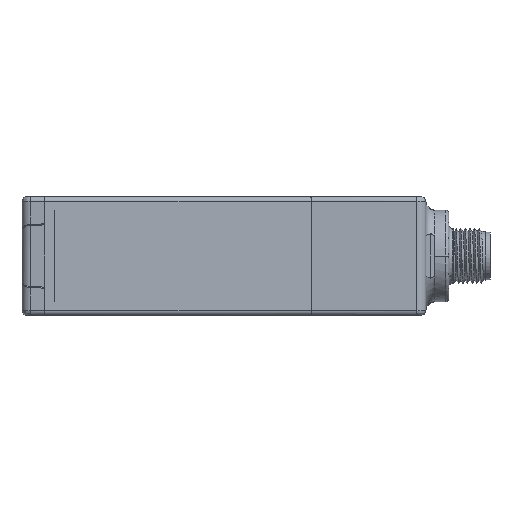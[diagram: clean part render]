
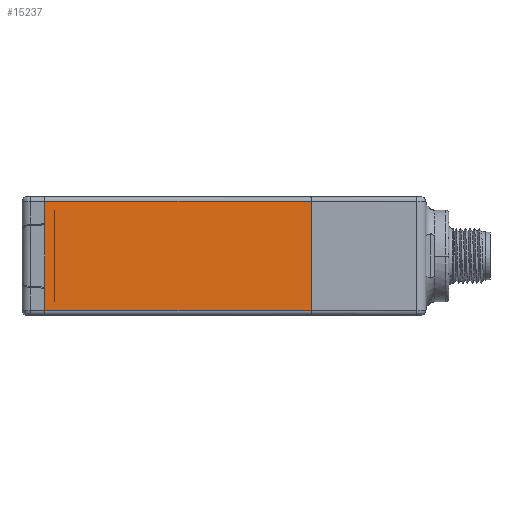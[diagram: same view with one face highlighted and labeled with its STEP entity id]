
A CAD part, left-side view. The second image highlights one B-rep face of the part: STEP entity #15237.
In plain terms, the highlighted planar face has unit normal (-0.999, -0.043, 0).
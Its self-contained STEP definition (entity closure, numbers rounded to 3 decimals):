
#477=CARTESIAN_POINT('',(-32.5,17.,11.9));
#490=CARTESIAN_POINT('',(-30.,-41.,11.9));
#492=DIRECTION('',(-0.043,0.999,0.));
#493=VECTOR('',#492,58.054);
#494=CARTESIAN_POINT('',(-30.,-41.,11.9));
#495=LINE('',#494,#493);
#553=CARTESIAN_POINT('',(-30.,-41.,-11.9));
#566=CARTESIAN_POINT('',(-32.5,17.,-11.9));
#568=DIRECTION('',(0.043,-0.999,0.));
#569=VECTOR('',#568,58.054);
#570=CARTESIAN_POINT('',(-32.5,17.,-11.9));
#571=LINE('',#570,#569);
#639=DIRECTION('',(0.,0.,1.));
#640=VECTOR('',#639,0.225);
#641=CARTESIAN_POINT('',(-32.5,17.,6.775));
#642=LINE('',#641,#640);
#643=DIRECTION('',(0.,0.,1.));
#644=VECTOR('',#643,4.9);
#645=CARTESIAN_POINT('',(-32.5,17.,7.));
#646=LINE('',#645,#644);
#647=DIRECTION('',(0.,0.,1.));
#648=VECTOR('',#647,4.9);
#649=CARTESIAN_POINT('',(-32.5,17.,-11.9));
#650=LINE('',#649,#648);
#651=DIRECTION('',(0.,0.,1.));
#652=VECTOR('',#651,0.225);
#653=CARTESIAN_POINT('',(-32.5,17.,-7.));
#654=LINE('',#653,#652);
#655=DIRECTION('',(0.,0.,1.));
#656=VECTOR('',#655,13.55);
#657=CARTESIAN_POINT('',(-32.5,17.,-6.775));
#658=LINE('',#657,#656);
#659=DIRECTION('',(0.043,-0.999,0.));
#660=VECTOR('',#659,0.051);
#661=CARTESIAN_POINT('',(-32.414,15.,-10.));
#662=LINE('',#661,#660);
#663=DIRECTION('',(-0.043,0.999,0.));
#664=VECTOR('',#663,0.051);
#665=CARTESIAN_POINT('',(-32.412,14.949,10.));
#666=LINE('',#665,#664);
#10863=DIRECTION('',(0.,0.,1.));
#10864=VECTOR('',#10863,23.8);
#10865=CARTESIAN_POINT('',(-30.,-41.,-11.9));
#10866=LINE('',#10865,#10864);
#10875=DIRECTION('',(0.,0.,-1.));
#10876=VECTOR('',#10875,20.);
#10877=CARTESIAN_POINT('',(-32.412,14.949,10.));
#10878=LINE('',#10877,#10876);
#10895=DIRECTION('',(0.,0.,1.));
#10896=VECTOR('',#10895,20.);
#10897=CARTESIAN_POINT('',(-32.414,15.,-10.));
#10898=LINE('',#10897,#10896);
#11353=VERTEX_POINT('',#477);
#11354=VERTEX_POINT('',#490);
#11359=VERTEX_POINT('',#553);
#11360=VERTEX_POINT('',#566);
#11381=CARTESIAN_POINT('',(-32.5,17.,
-7.));
#11382=VERTEX_POINT('',#11381);
#11384=CARTESIAN_POINT('',(-32.5,17.,-6.775));
#11386=VERTEX_POINT('',#11384);
#11402=CARTESIAN_POINT('',(-32.5,17.,6.775));
#11403=CARTESIAN_POINT('',(-32.5,17.,
7.));
#11404=VERTEX_POINT('',#11402);
#11405=VERTEX_POINT('',#11403);
#11406=CARTESIAN_POINT('',(-32.414,15.,-10.));
#11407=CARTESIAN_POINT('',(-32.412,14.949,-10.));
#11408=VERTEX_POINT('',#11406);
#11409=VERTEX_POINT('',#11407);
#11410=CARTESIAN_POINT('',(-32.412,14.949,10.));
#11411=VERTEX_POINT('',#11410);
#11412=CARTESIAN_POINT('',(-32.414,15.,10.));
#11413=VERTEX_POINT('',#11412);
#15207=CARTESIAN_POINT('',(-32.5,17.,-12.9));
#15208=DIRECTION('',(-0.999,-0.043,0.));
#15209=DIRECTION('',(0.043,-0.999,0.));
#15210=AXIS2_PLACEMENT_3D('',#15207,#15208,#15209);
#15211=PLANE('',#15210);
#15213=ORIENTED_EDGE('',*,*,#15212,.T.);
#15215=ORIENTED_EDGE('',*,*,#15214,.T.);
#15216=ORIENTED_EDGE('',*,*,#14810,.F.);
#15218=ORIENTED_EDGE('',*,*,#15217,.F.);
#15219=ORIENTED_EDGE('',*,*,#14989,.F.);
#15221=ORIENTED_EDGE('',*,*,#15220,.T.);
#15222=ORIENTED_EDGE('',*,*,#15187,.T.);
#15224=ORIENTED_EDGE('',*,*,#15223,.T.);
#15225=EDGE_LOOP('',(#15213,#15215,#15216,#15218,#15219,#15221,#15222,#15224));
#15226=FACE_OUTER_BOUND('',#15225,.F.);
#15228=ORIENTED_EDGE('',*,*,#15227,.T.);
#15230=ORIENTED_EDGE('',*,*,#15229,.F.);
#15232=ORIENTED_EDGE('',*,*,#15231,.T.);
#15234=ORIENTED_EDGE('',*,*,#15233,.F.);
#15235=EDGE_LOOP('',(#15228,#15230,#15232,#15234));
#15236=FACE_BOUND('',#15235,.F.);
#15237=ADVANCED_FACE('',(#15226,#15236),#15211,.T.);
#14810=EDGE_CURVE('',#11354,#11353,#495,.T.);
#14989=EDGE_CURVE('',#11360,#11359,#571,.T.);
#15187=EDGE_CURVE('',#11382,#11386,#654,.T.);
#15212=EDGE_CURVE('',#11404,#11405,#642,.T.);
#15214=EDGE_CURVE('',#11405,#11353,#646,.T.);
#15217=EDGE_CURVE('',#11359,#11354,#10866,.T.);
#15220=EDGE_CURVE('',#11360,#11382,#650,.T.);
#15223=EDGE_CURVE('',#11386,#11404,#658,.T.);
#15227=EDGE_CURVE('',#11408,#11409,#662,.T.);
#15229=EDGE_CURVE('',#11411,#11409,#10878,.T.);
#15231=EDGE_CURVE('',#11411,#11413,#666,.T.);
#15233=EDGE_CURVE('',#11408,#11413,#10898,.T.);
